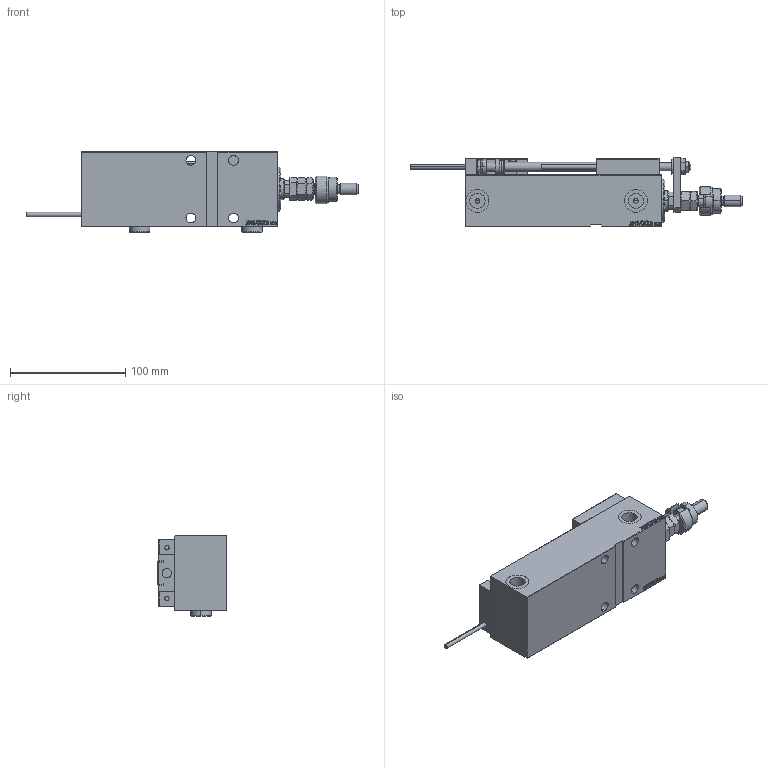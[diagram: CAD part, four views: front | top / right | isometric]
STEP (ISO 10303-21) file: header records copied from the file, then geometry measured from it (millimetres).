
FILE_DESCRIPTION (( 'STEP AP203' ), '1' );
FILE_NAME ('3c50.STEP', '2024-02-11T16:14:06', ( '' ), ( '' ), 'SwSTEP 2.0', 'SolidWorks 2019', '' );
FILE_SCHEMA (( 'CONFIG_CONTROL_DESIGN' ));
Length unit declared in the file: millimetre
Products named in the file (20): NUT_D12 1de895c59b9ca9e446a34b39c4d82352; ALLEN BOLT D5 1de895c59b9ca9e446a34b39c4d82352; 3c50; MFA 1de895c59b9ca9e446a34b39c4d82352; V450CM_G_VCP 1de895c59b9ca9e446a34b39c4d82352; MAGNET 1de895c59b9ca9e446a34b39c4d82352; SWITCH X 1de895c59b9ca9e446a34b39c4d82352; NUT_D10 1de895c59b9ca9e446a34b39c4d82352; Zatka_OIL_PORT 1de895c59b9ca9e446a34b39c4d82352; FEMALE_PART_FOR_DFA 1de895c59b9ca9e446a34b39c4d82352; SWITCH DIM B,W 1de895c59b9ca9e446a34b39c4d82352; V450CM_VC_G 1de895c59b9ca9e446a34b39c4d82352; V450CM_G_Body 1de895c59b9ca9e446a34b39c4d82352; SWITCH_X_FRONT_BACK 1de895c59b9ca9e446a34b39c4d82352; X_Y_DFA 1de895c59b9ca9e446a34b39c4d82352; TYC_L79 1de895c59b9ca9e446a34b39c4d82352; ALLEN BOLT D8 1de895c59b9ca9e446a34b39c4d82352; ZARAZKA 1de895c59b9ca9e446a34b39c4d82352; KONCOVKA 1de895c59b9ca9e446a34b39c4d82352; Block 1de895c59b9ca9e446a34b39c4d82352
Assembly tree (30 placements, depth 3):
  3c50
    V450CM_G_Body 1de895c59b9ca9e446a34b39c4d82352
    V450CM_G_VCP 1de895c59b9ca9e446a34b39c4d82352
    V450CM_VC_G 1de895c59b9ca9e446a34b39c4d82352
    SWITCH X 1de895c59b9ca9e446a34b39c4d82352
      SWITCH_X_FRONT_BACK 1de895c59b9ca9e446a34b39c4d82352  x2
      TYC_L79 1de895c59b9ca9e446a34b39c4d82352
      Block 1de895c59b9ca9e446a34b39c4d82352  x2
      ALLEN BOLT D5 1de895c59b9ca9e446a34b39c4d82352  x4
      ALLEN BOLT D8 1de895c59b9ca9e446a34b39c4d82352  x4
      MAGNET 1de895c59b9ca9e446a34b39c4d82352  x2
      KONCOVKA 1de895c59b9ca9e446a34b39c4d82352  x2
    ZARAZKA 1de895c59b9ca9e446a34b39c4d82352
    NUT_D10 1de895c59b9ca9e446a34b39c4d82352
    NUT_D12 1de895c59b9ca9e446a34b39c4d82352
    SWITCH DIM B,W 1de895c59b9ca9e446a34b39c4d82352
    X_Y_DFA 1de895c59b9ca9e446a34b39c4d82352
      FEMALE_PART_FOR_DFA 1de895c59b9ca9e446a34b39c4d82352
      MFA 1de895c59b9ca9e446a34b39c4d82352
    Zatka_OIL_PORT 1de895c59b9ca9e446a34b39c4d82352  x2
Bounding box: 288 x 60.5 x 69.9 mm (x, y, z)
Volume: 517789.5 mm3; surface area: 111638.8 mm2
Topology: 28 solids, 28 shells, 1419 faces, 3370 edges, 2138 vertices
Faces by surface type: plane 629, bspline 380, cylinder 201, cone 157, torus 48, sphere 4
Entity records: 53689 total; most frequent: CARTESIAN_POINT 26338, ORIENTED_EDGE 5680, DIRECTION 3979, EDGE_CURVE 2840, VERTEX_POINT 1838, LINE 1605, VECTOR 1605, EDGE_LOOP 1314
